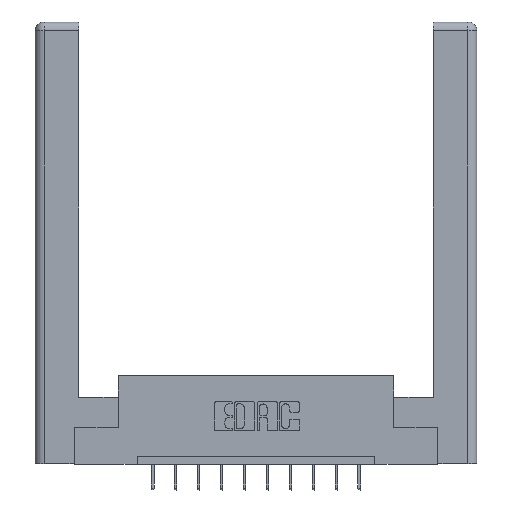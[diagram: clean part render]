
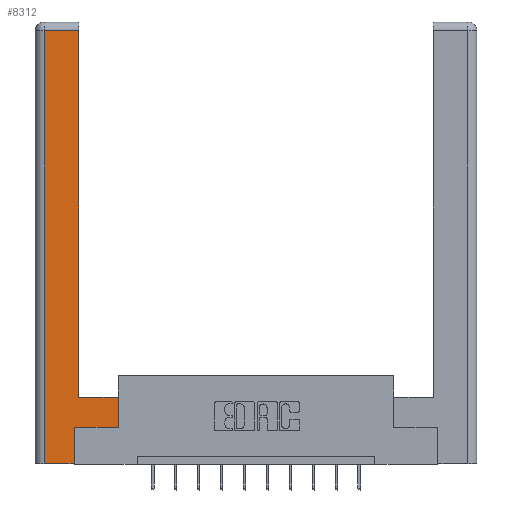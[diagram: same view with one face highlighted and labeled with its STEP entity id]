
A CAD part, top view. The second image highlights one B-rep face of the part: STEP entity #8312.
In plain terms, the highlighted planar face has unit normal (0, 0, 1).
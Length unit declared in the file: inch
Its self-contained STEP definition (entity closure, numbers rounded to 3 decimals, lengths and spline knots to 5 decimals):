
#23 = VECTOR ( 'NONE', #12663, 39.37008 ) ;
#42 = EDGE_CURVE ( 'NONE', #9815, #11414, #115, .T. ) ;
#106 = EDGE_CURVE ( 'NONE', #10169, #8868, #4800, .T. ) ;
#115 = LINE ( 'NONE', #3939, #2187 ) ;
#557 = CARTESIAN_POINT ( 'NONE',  ( 0.295, 2.94, 0. ) ) ;
#637 = DIRECTION ( 'NONE',  ( -1., 0., 0. ) ) ;
#681 = CARTESIAN_POINT ( 'NONE',  ( 0.565, 0.45, 0. ) ) ;
#801 = CARTESIAN_POINT ( 'NONE',  ( 0.0615, 0., 0. ) ) ;
#831 = EDGE_CURVE ( 'NONE', #13396, #10169, #5493, .T. ) ;
#1152 = VECTOR ( 'NONE', #11303, 39.37008 ) ;
#1364 = CARTESIAN_POINT ( 'NONE',  ( 0.0615, 0., 0. ) ) ;
#1641 = CARTESIAN_POINT ( 'NONE',  ( 0.565, 0.45, 0. ) ) ;
#1953 = VERTEX_POINT ( 'NONE', #10601 ) ;
#2187 = VECTOR ( 'NONE', #3442, 39.37008 ) ;
#2262 = ORIENTED_EDGE ( 'NONE', *, *, #3031, .T. ) ;
#2368 = AXIS2_PLACEMENT_3D ( 'NONE', #3301, #3397, #5668 ) ;
#3031 = EDGE_CURVE ( 'NONE', #11414, #13396, #8156, .T. ) ;
#3206 = PLANE ( 'NONE',  #2368 ) ;
#3301 = CARTESIAN_POINT ( 'NONE',  ( 0., 0., 0. ) ) ;
#3397 = DIRECTION ( 'NONE',  ( 0., 0., -1. ) ) ;
#3442 = DIRECTION ( 'NONE',  ( 1., 0., 0. ) ) ;
#3468 = DIRECTION ( 'NONE',  ( 1., 0., 0. ) ) ;
#3939 = CARTESIAN_POINT ( 'NONE',  ( 0.565, 0.245, 0. ) ) ;
#4048 = EDGE_CURVE ( 'NONE', #7613, #1953, #10713, .T. ) ;
#4267 = VECTOR ( 'NONE', #14038, 39.37008 ) ;
#4518 = CARTESIAN_POINT ( 'NONE',  ( 0.265, 0., 0. ) ) ;
#4551 = DIRECTION ( 'NONE',  ( 0., -1., 0. ) ) ;
#4586 = LINE ( 'NONE', #1364, #14231 ) ;
#4800 = LINE ( 'NONE', #12511, #13394 ) ;
#5492 = ORIENTED_EDGE ( 'NONE', *, *, #4048, .T. ) ;
#5493 = LINE ( 'NONE', #11703, #12706 ) ;
#5668 = DIRECTION ( 'NONE',  ( -1., 0., 0. ) ) ;
#6781 = CARTESIAN_POINT ( 'NONE',  ( 0.265, 0.245, 0. ) ) ;
#7343 = ORIENTED_EDGE ( 'NONE', *, *, #42, .T. ) ;
#7613 = VERTEX_POINT ( 'NONE', #801 ) ;
#8043 = ORIENTED_EDGE ( 'NONE', *, *, #831, .T. ) ;
#8156 = LINE ( 'NONE', #681, #23 ) ;
#8312 = ADVANCED_FACE ( 'NONE', ( #11185 ), #3206, .F. ) ;
#8868 = VERTEX_POINT ( 'NONE', #557 ) ;
#8887 = EDGE_CURVE ( 'NONE', #8868, #11421, #9607, .T. ) ;
#8977 = ORIENTED_EDGE ( 'NONE', *, *, #8887, .T. ) ;
#9453 = LINE ( 'NONE', #10269, #1152 ) ;
#9607 = LINE ( 'NONE', #11818, #4267 ) ;
#9806 = EDGE_CURVE ( 'NONE', #11421, #7613, #4586, .T. ) ;
#9815 = VERTEX_POINT ( 'NONE', #6781 ) ;
#9891 = ORIENTED_EDGE ( 'NONE', *, *, #9806, .T. ) ;
#10169 = VERTEX_POINT ( 'NONE', #10522 ) ;
#10269 = CARTESIAN_POINT ( 'NONE',  ( 0.265, 0.245, 0. ) ) ;
#10339 = EDGE_LOOP ( 'NONE', ( #12115, #8977, #9891, #5492, #10370, #7343, #2262, #8043 ) ) ;
#10370 = ORIENTED_EDGE ( 'NONE', *, *, #14227, .T. ) ;
#10522 = CARTESIAN_POINT ( 'NONE',  ( 0.295, 0.45, 0. ) ) ;
#10601 = CARTESIAN_POINT ( 'NONE',  ( 0.265, 0., 0. ) ) ;
#10713 = LINE ( 'NONE', #4518, #12602 ) ;
#11185 = FACE_OUTER_BOUND ( 'NONE', #10339, .T. ) ;
#11303 = DIRECTION ( 'NONE',  ( 0., 1., 0. ) ) ;
#11414 = VERTEX_POINT ( 'NONE', #11975 ) ;
#11421 = VERTEX_POINT ( 'NONE', #14108 ) ;
#11703 = CARTESIAN_POINT ( 'NONE',  ( 0.295, 0.45, 0. ) ) ;
#11818 = CARTESIAN_POINT ( 'NONE',  ( 0.0615, 2.94, 0. ) ) ;
#11975 = CARTESIAN_POINT ( 'NONE',  ( 0.565, 0.245, 0. ) ) ;
#12115 = ORIENTED_EDGE ( 'NONE', *, *, #106, .T. ) ;
#12511 = CARTESIAN_POINT ( 'NONE',  ( 0.295, 3., 0. ) ) ;
#12602 = VECTOR ( 'NONE', #3468, 39.37008 ) ;
#12615 = DIRECTION ( 'NONE',  ( 0., 1., 0. ) ) ;
#12663 = DIRECTION ( 'NONE',  ( 0., 1., 0. ) ) ;
#12706 = VECTOR ( 'NONE', #637, 39.37008 ) ;
#13394 = VECTOR ( 'NONE', #12615, 39.37008 ) ;
#13396 = VERTEX_POINT ( 'NONE', #1641 ) ;
#14038 = DIRECTION ( 'NONE',  ( -1., 0., 0. ) ) ;
#14108 = CARTESIAN_POINT ( 'NONE',  ( 0.0615, 2.94, 0. ) ) ;
#14227 = EDGE_CURVE ( 'NONE', #1953, #9815, #9453, .T. ) ;
#14231 = VECTOR ( 'NONE', #4551, 39.37008 ) ;
